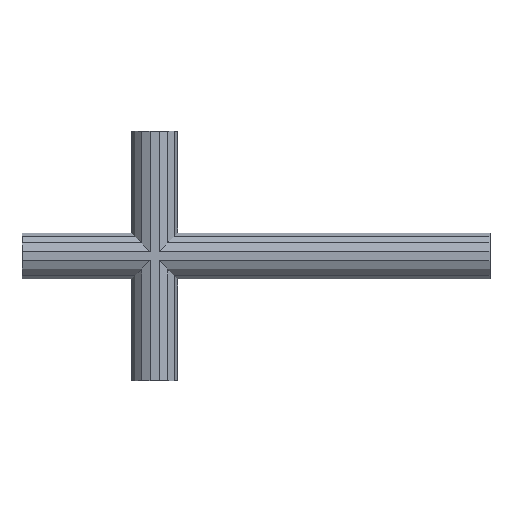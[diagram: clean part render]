
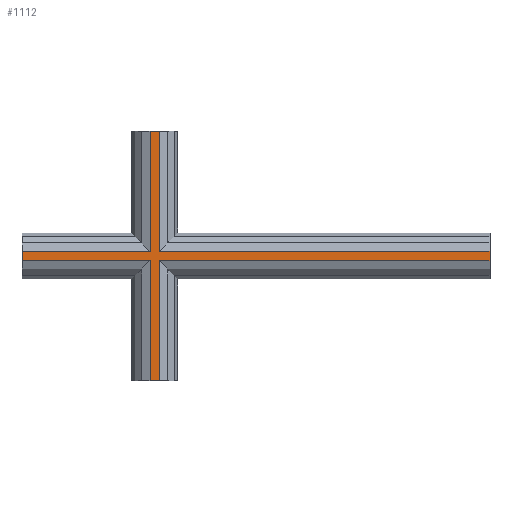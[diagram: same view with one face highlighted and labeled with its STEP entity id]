
A CAD part, top view. The second image highlights one B-rep face of the part: STEP entity #1112.
In plain terms, the highlighted planar face has unit normal (0, 0, 1).
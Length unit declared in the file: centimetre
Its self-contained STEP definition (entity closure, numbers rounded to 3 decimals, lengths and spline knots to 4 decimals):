
#50=FACE_OUTER_BOUND($,#112,.T.);
#112=EDGE_LOOP($,(#873,#874,#875,#876,#877,#878,#879,#880,#881,#882,#883,
#884));
#155=LINE($,#1525,#311);
#172=LINE($,#1559,#328);
#174=LINE($,#1565,#330);
#206=LINE($,#1629,#362);
#214=LINE($,#1642,#370);
#225=LINE($,#1664,#381);
#240=LINE($,#1694,#396);
#241=LINE($,#1697,#397);
#245=LINE($,#1705,#401);
#246=LINE($,#1706,#402);
#247=LINE($,#1708,#403);
#248=LINE($,#1709,#404);
#311=VECTOR($,#1234,0.1541);
#328=VECTOR($,#1261,0.1541);
#330=VECTOR($,#1265,0.1541);
#362=VECTOR($,#1317,0.0117);
#370=VECTOR($,#1327,0.0117);
#381=VECTOR($,#1348,0.1541);
#396=VECTOR($,#1377,0.4241);
#397=VECTOR($,#1380,0.1641);
#401=VECTOR($,#1388,0.1641);
#402=VECTOR($,#1389,0.0117);
#403=VECTOR($,#1390,0.0117);
#404=VECTOR($,#1391,0.4241);
#463=VERTEX_POINT($,#1522);
#464=VERTEX_POINT($,#1524);
#474=VERTEX_POINT($,#1553);
#476=VERTEX_POINT($,#1557);
#477=VERTEX_POINT($,#1561);
#479=VERTEX_POINT($,#1564);
#501=VERTEX_POINT($,#1628);
#511=VERTEX_POINT($,#1662);
#519=VERTEX_POINT($,#1692);
#520=VERTEX_POINT($,#1696);
#522=VERTEX_POINT($,#1704);
#523=VERTEX_POINT($,#1707);
#563=EDGE_CURVE($,#463,#464,#155,.T.);
#580=EDGE_CURVE($,#474,#476,#172,.T.);
#582=EDGE_CURVE($,#479,#477,#174,.T.);
#614=EDGE_CURVE($,#479,#501,#206,.T.);
#622=EDGE_CURVE($,#464,#476,#214,.T.);
#633=EDGE_CURVE($,#501,#511,#225,.T.);
#648=EDGE_CURVE($,#519,#477,#240,.T.);
#649=EDGE_CURVE($,#511,#520,#241,.T.);
#653=EDGE_CURVE($,#463,#522,#245,.T.);
#654=EDGE_CURVE($,#520,#522,#246,.T.);
#655=EDGE_CURVE($,#523,#519,#247,.T.);
#656=EDGE_CURVE($,#523,#474,#248,.T.);
#873=ORIENTED_EDGE($,*,*,#653,.T.);
#874=ORIENTED_EDGE($,*,*,#654,.F.);
#875=ORIENTED_EDGE($,*,*,#649,.F.);
#876=ORIENTED_EDGE($,*,*,#633,.F.);
#877=ORIENTED_EDGE($,*,*,#614,.F.);
#878=ORIENTED_EDGE($,*,*,#582,.T.);
#879=ORIENTED_EDGE($,*,*,#648,.F.);
#880=ORIENTED_EDGE($,*,*,#655,.F.);
#881=ORIENTED_EDGE($,*,*,#656,.T.);
#882=ORIENTED_EDGE($,*,*,#580,.T.);
#883=ORIENTED_EDGE($,*,*,#622,.F.);
#884=ORIENTED_EDGE($,*,*,#563,.F.);
#1050=PLANE($,#1177);
#1112=ADVANCED_FACE($,(#50),#1050,.F.);
#1177=AXIS2_PLACEMENT_3D($,#1703,#1386,#1387);
#1234=DIRECTION($,(0.,1.,0.));
#1261=DIRECTION($,(0.,1.,0.));
#1265=DIRECTION($,(0.,1.,0.));
#1317=DIRECTION($,(-1.,0.,0.));
#1327=DIRECTION($,(1.,0.,0.));
#1348=DIRECTION($,(0.,1.,0.));
#1377=DIRECTION($,(-1.,0.,0.));
#1380=DIRECTION($,(-1.,0.,0.));
#1386=DIRECTION('center_axis',(0.,0.,-1.));
#1387=DIRECTION('ref_axis',(-1.,0.,0.));
#1388=DIRECTION($,(-1.,0.,0.));
#1389=DIRECTION($,(0.,1.,0.));
#1390=DIRECTION($,(0.,-1.,0.));
#1391=DIRECTION($,(-1.,0.,0.));
#1522=CARTESIAN_POINT('',(0.1641,0.0059,0.0294));
#1524=CARTESIAN_POINT('',(0.1641,0.16,0.0294));
#1525=CARTESIAN_POINT($,(0.1641,-0.01,0.0294));
#1553=CARTESIAN_POINT('',(0.1759,0.0059,0.0294));
#1557=CARTESIAN_POINT('',(0.1759,0.16,0.0294));
#1559=CARTESIAN_POINT($,(0.1759,-0.01,0.0294));
#1561=CARTESIAN_POINT('',(0.1759,-0.0059,0.0294));
#1564=CARTESIAN_POINT('',(0.1759,-0.16,0.0294));
#1565=CARTESIAN_POINT($,(0.1759,-0.01,0.0294));
#1628=CARTESIAN_POINT('',(0.1641,-0.16,0.0294));
#1629=CARTESIAN_POINT($,(0.17,-0.16,0.0294));
#1642=CARTESIAN_POINT($,(0.17,0.16,0.0294));
#1662=CARTESIAN_POINT('',(0.1641,-0.0059,0.0294));
#1664=CARTESIAN_POINT($,(0.1641,-0.01,0.0294));
#1692=CARTESIAN_POINT('',(0.6,-0.0059,0.0294));
#1694=CARTESIAN_POINT($,(0.3,-0.0059,0.0294));
#1696=CARTESIAN_POINT('',(0.,-0.0059,0.0294));
#1697=CARTESIAN_POINT($,(0.3,-0.0059,0.0294));
#1703=CARTESIAN_POINT('Origin',(0.3,0.,0.0294));
#1704=CARTESIAN_POINT('',(0.,0.0059,0.0294));
#1705=CARTESIAN_POINT($,(0.3,0.0059,0.0294));
#1706=CARTESIAN_POINT($,(0.,0.,0.0294));
#1707=CARTESIAN_POINT('',(0.6,0.0059,0.0294));
#1708=CARTESIAN_POINT($,(0.6,0.,0.0294));
#1709=CARTESIAN_POINT($,(0.3,0.0059,0.0294));
